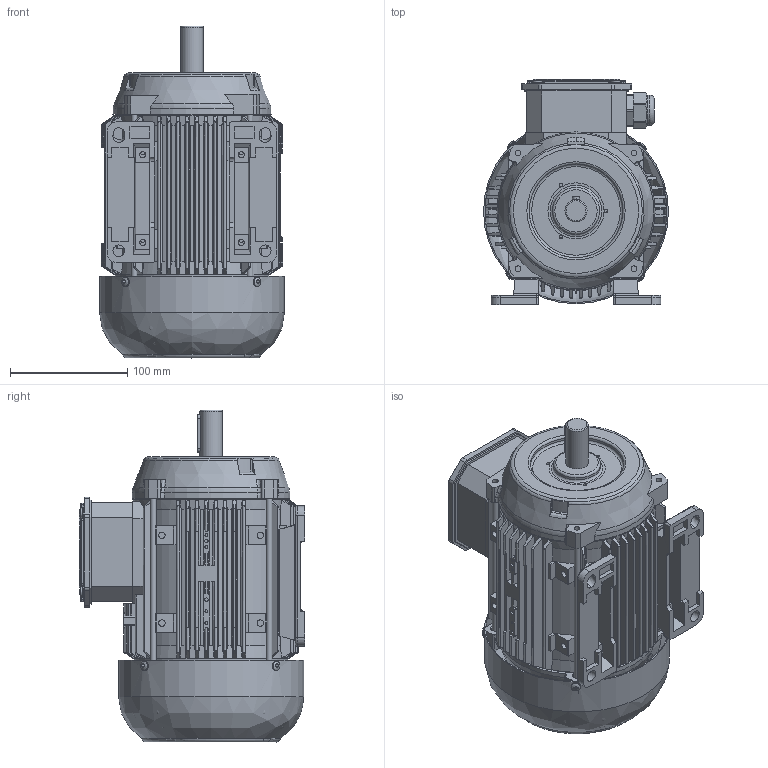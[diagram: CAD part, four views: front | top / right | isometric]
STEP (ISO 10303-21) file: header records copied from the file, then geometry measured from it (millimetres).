
FILE_DESCRIPTION(/* description */ (''),/* implementation_level */ '2;1');
FILE_NAME(/* name */ 'QS80_B3.stp',/* time_stamp */ '2015-02-24T16:56:58+02:00',/* author */ (''),/* organization */ (''),/* preprocessor_version */ 'ST-DEVELOPER v11',/* originating_system */ 'SIEMENS PLM Software NX 7.5',/* authorisation */ '');
FILE_SCHEMA (('AP203_CONFIGURATION_CONTROLLED_3D_DESIGN_OF_MECHANICAL_PARTS_AND_ASSEMBLIES_MIM_LF'));
Products named in the file (1): AR-000000395624_001
Bounding box: 158 x 192.6 x 283.59 mm (x, y, z)
Volume: 794262.7 mm3; surface area: 546342 mm2
Topology: 1 solids, 11 shells, 2866 faces, 7903 edges, 5117 vertices
Faces by surface type: plane 1521, cylinder 766, bspline 268, cone 168, torus 89, extrusion 44, sphere 10
Full cylindrical faces by diameter (mm): 2.5 x10, 3 x4, 3.3 x5, 3.7 x5, 4 x6, 4.5 x4, 5 x12, 5.2 x4, 5.5 x12, 5.8 x4, 6.6 x1, 7 x1, 8 x9, 10 x2, 14.5 x1, 15 x1, 18 x1, 19 x1, 19.2 x1, 20 x2, 23.2 x2, 26 x1, 28 x1, 30 x1, 40 x2, 45 x1, 47 x2, 48 x1, 49.605 x1, 57.4 x1
Entity records: 109712 total; most frequent: CARTESIAN_POINT 39605, ORIENTED_EDGE 15374, DIRECTION 13328, EDGE_CURVE 7687, VERTEX_POINT 5115, AXIS2_PLACEMENT_3D 4642, VECTOR 4044, LINE 4000
